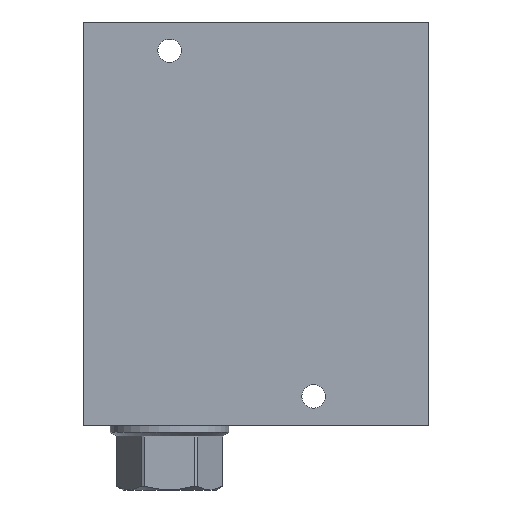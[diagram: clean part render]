
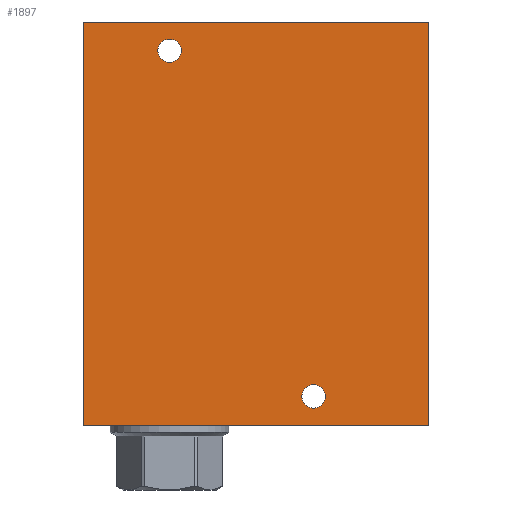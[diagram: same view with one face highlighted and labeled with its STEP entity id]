
A CAD part, front view. The second image highlights one B-rep face of the part: STEP entity #1897.
In plain terms, the highlighted planar face has unit normal (0, -1, 0).
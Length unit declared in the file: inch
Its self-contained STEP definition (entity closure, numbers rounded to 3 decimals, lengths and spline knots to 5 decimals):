
#5=DIRECTION('',(1.,0.,0.));
#6=VECTOR('',#5,6.);
#7=CARTESIAN_POINT('',(0.,-3.,0.));
#8=LINE('',#7,#6);
#75=DIRECTION('',(0.,0.,1.));
#76=VECTOR('',#75,7.);
#77=CARTESIAN_POINT('',(6.,-3.,0.));
#78=LINE('',#77,#76);
#99=DIRECTION('',(0.,0.,1.));
#100=VECTOR('',#99,7.);
#101=CARTESIAN_POINT('',(0.,-3.,0.));
#102=LINE('',#101,#100);
#103=CARTESIAN_POINT('',(1.5,-3.,6.5));
#104=DIRECTION('',(0.,-1.,0.));
#105=DIRECTION('',(-1.,0.,0.));
#106=AXIS2_PLACEMENT_3D('',#103,#104,#105);
#108=CARTESIAN_POINT('',(1.5,-3.,6.5));
#109=DIRECTION('',(0.,-1.,0.));
#110=DIRECTION('',(1.,0.,0.));
#111=AXIS2_PLACEMENT_3D('',#108,#109,#110);
#113=CARTESIAN_POINT('',(4.,-3.,0.5));
#114=DIRECTION('',(0.,-1.,0.));
#115=DIRECTION('',(-1.,0.,0.));
#116=AXIS2_PLACEMENT_3D('',#113,#114,#115);
#118=CARTESIAN_POINT('',(4.,-3.,0.5));
#119=DIRECTION('',(0.,-1.,0.));
#120=DIRECTION('',(1.,0.,0.));
#121=AXIS2_PLACEMENT_3D('',#118,#119,#120);
#135=DIRECTION('',(1.,0.,0.));
#136=VECTOR('',#135,6.);
#137=CARTESIAN_POINT('',(0.,-3.,7.));
#138=LINE('',#137,#136);
#1551=CARTESIAN_POINT('',(0.,-3.,0.));
#1553=VERTEX_POINT('',#1551);
#1554=CARTESIAN_POINT('',(6.,-3.,0.));
#1555=VERTEX_POINT('',#1554);
#1559=CARTESIAN_POINT('',(0.,-3.,7.));
#1561=VERTEX_POINT('',#1559);
#1562=CARTESIAN_POINT('',(6.,-3.,7.));
#1563=VERTEX_POINT('',#1562);
#1673=CARTESIAN_POINT('',(1.297,-3.,6.5));
#1674=CARTESIAN_POINT('',(1.703,-3.,6.5));
#1675=VERTEX_POINT('',#1673);
#1676=VERTEX_POINT('',#1674);
#1681=CARTESIAN_POINT('',(3.797,-3.,0.5));
#1682=CARTESIAN_POINT('',(4.203,-3.,0.5));
#1683=VERTEX_POINT('',#1681);
#1684=VERTEX_POINT('',#1682);
#1873=CARTESIAN_POINT('',(0.,-3.,0.));
#1874=DIRECTION('',(0.,-1.,0.));
#1875=DIRECTION('',(1.,0.,0.));
#1876=AXIS2_PLACEMENT_3D('',#1873,#1874,#1875);
#1877=PLANE('',#1876);
#1878=ORIENTED_EDGE('',*,*,#1779,.F.);
#1879=ORIENTED_EDGE('',*,*,#1804,.T.);
#1881=ORIENTED_EDGE('',*,*,#1880,.T.);
#1882=ORIENTED_EDGE('',*,*,#1853,.F.);
#1883=EDGE_LOOP('',(#1878,#1879,#1881,#1882));
#1884=FACE_OUTER_BOUND('',#1883,.F.);
#1886=ORIENTED_EDGE('',*,*,#1885,.T.);
#1888=ORIENTED_EDGE('',*,*,#1887,.T.);
#1889=EDGE_LOOP('',(#1886,#1888));
#1890=FACE_BOUND('',#1889,.F.);
#1892=ORIENTED_EDGE('',*,*,#1891,.T.);
#1894=ORIENTED_EDGE('',*,*,#1893,.T.);
#1895=EDGE_LOOP('',(#1892,#1894));
#1896=FACE_BOUND('',#1895,.F.);
#1897=ADVANCED_FACE('',(#1884,#1890,#1896),#1877,.T.);
#107=CIRCLE('',#106,0.203);
#112=CIRCLE('',#111,0.203);
#117=CIRCLE('',#116,0.203);
#122=CIRCLE('',#121,0.203);
#1779=EDGE_CURVE('',#1553,#1555,#8,.T.);
#1804=EDGE_CURVE('',#1553,#1561,#102,.T.);
#1853=EDGE_CURVE('',#1555,#1563,#78,.T.);
#1880=EDGE_CURVE('',#1561,#1563,#138,.T.);
#1885=EDGE_CURVE('',#1675,#1676,#107,.T.);
#1887=EDGE_CURVE('',#1676,#1675,#112,.T.);
#1891=EDGE_CURVE('',#1683,#1684,#117,.T.);
#1893=EDGE_CURVE('',#1684,#1683,#122,.T.);
